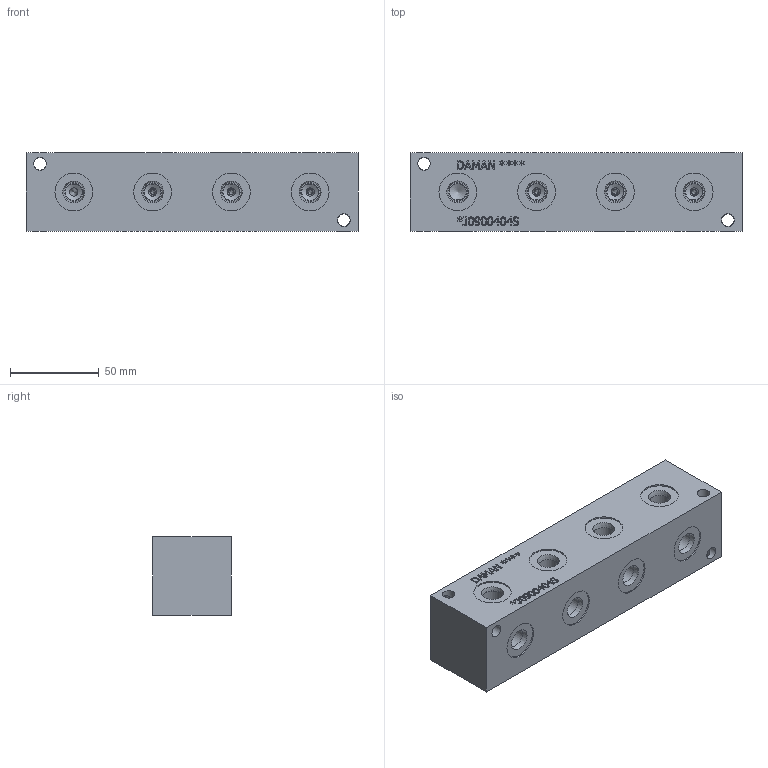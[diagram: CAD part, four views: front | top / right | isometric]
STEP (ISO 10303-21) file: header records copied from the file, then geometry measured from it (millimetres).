
FILE_DESCRIPTION(/* description */ (''),/* implementation_level */ '2;1');
FILE_NAME(/* name */ '_J0900404S.stp',/* time_stamp */ '2020-05-22T10:33:36-04:00',/* author */ ('alexanderw'),/* organization */ (''),/* preprocessor_version */ 'ST-DEVELOPER v17',/* originating_system */ 'Autodesk Inventor 2019',/* authorisation */ '');
FILE_SCHEMA (('AUTOMOTIVE_DESIGN { 1 0 10303 214 3 1 1 }'));
Length unit declared in the file: millimetre
Products named in the file (1): Part_AJ0900404S_3D
Bounding box: 187.32 x 44.45 x 44.45 mm (x, y, z)
Volume: 347934.8 mm3; surface area: 46121.3 mm2
Topology: 1 solids, 1 shells, 414 faces, 1126 edges, 741 vertices
Faces by surface type: plane 233, bspline 96, cylinder 47, cone 38
Full cylindrical faces by diameter (mm): 7.137 x8, 9.525 x8, 9.881 x8, 11.125 x8, 12.395 x7, 21.285 x8
Entity records: 13858 total; most frequent: CARTESIAN_POINT 3548, ORIENTED_EDGE 2236, DIRECTION 1739, EDGE_CURVE 1118, VERTEX_POINT 741, LINE 739, VECTOR 739, AXIS2_PLACEMENT_3D 500
